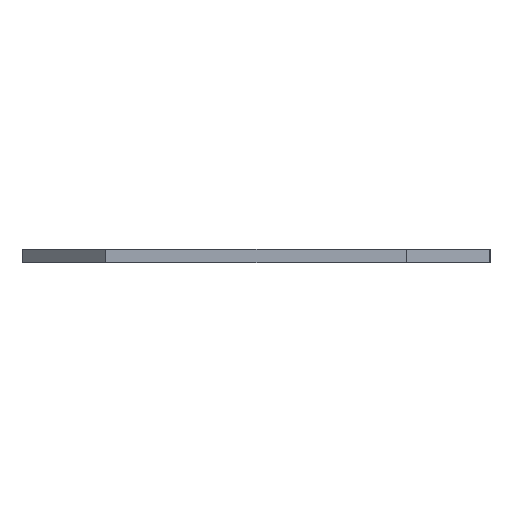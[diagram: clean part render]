
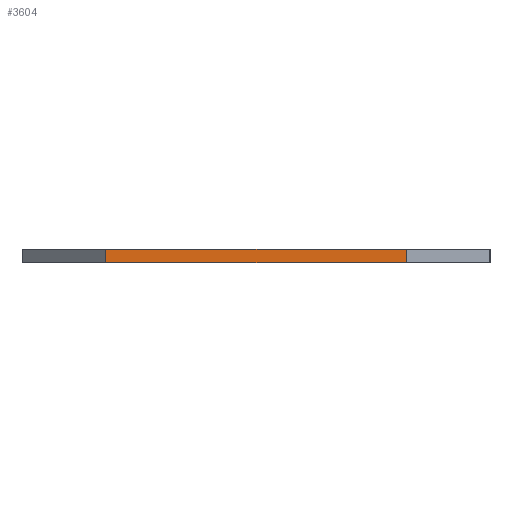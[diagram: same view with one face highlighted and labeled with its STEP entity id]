
A CAD part, left-side view. The second image highlights one B-rep face of the part: STEP entity #3604.
In plain terms, the highlighted planar face has unit normal (-1, 0, 0).
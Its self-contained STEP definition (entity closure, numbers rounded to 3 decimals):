
#430=DIRECTION('',(0.,-1.,0.));
#431=VECTOR('',#430,10.75);
#432=CARTESIAN_POINT('',(0.,5.375,0.));
#433=LINE('',#432,#431);
#854=DIRECTION('',(0.,-1.,0.));
#855=VECTOR('',#854,10.75);
#856=CARTESIAN_POINT('',(0.,5.375,0.5));
#857=LINE('',#856,#855);
#1266=DIRECTION('',(0.,0.,-1.));
#1267=VECTOR('',#1266,0.5);
#1268=CARTESIAN_POINT('',(0.,-5.375,0.5));
#1269=LINE('',#1268,#1267);
#1270=DIRECTION('',(0.,0.,-1.));
#1271=VECTOR('',#1270,0.5);
#1272=CARTESIAN_POINT('',(0.,5.375,0.5));
#1273=LINE('',#1272,#1271);
#1427=CARTESIAN_POINT('',(0.,-5.375,0.));
#1429=VERTEX_POINT('',#1427);
#1430=CARTESIAN_POINT('',(0.,-5.375,0.5));
#1431=VERTEX_POINT('',#1430);
#1434=CARTESIAN_POINT('',(0.,5.375,0.));
#1436=VERTEX_POINT('',#1434);
#1440=CARTESIAN_POINT('',(0.,5.375,0.5));
#1441=VERTEX_POINT('',#1440);
#3592=CARTESIAN_POINT('',(0.,8.375,0.));
#3593=DIRECTION('',(-1.,0.,0.));
#3594=DIRECTION('',(0.,-1.,0.));
#3595=AXIS2_PLACEMENT_3D('',#3592,#3593,#3594);
#3596=PLANE('',#3595);
#3597=ORIENTED_EDGE('',*,*,#3584,.T.);
#3598=ORIENTED_EDGE('',*,*,#1749,.F.);
#3600=ORIENTED_EDGE('',*,*,#3599,.F.);
#3601=ORIENTED_EDGE('',*,*,#2067,.T.);
#3602=EDGE_LOOP('',(#3597,#3598,#3600,#3601));
#3603=FACE_OUTER_BOUND('',#3602,.F.);
#3604=ADVANCED_FACE('',(#3603),#3596,.T.);
#1749=EDGE_CURVE('',#1436,#1429,#433,.T.);
#2067=EDGE_CURVE('',#1441,#1431,#857,.T.);
#3584=EDGE_CURVE('',#1431,#1429,#1269,.T.);
#3599=EDGE_CURVE('',#1441,#1436,#1273,.T.);
